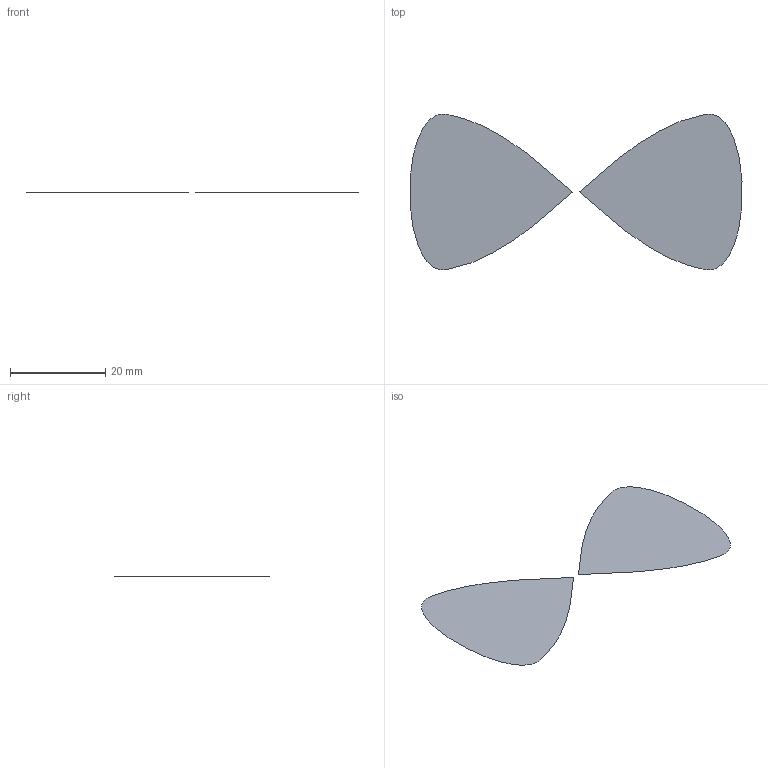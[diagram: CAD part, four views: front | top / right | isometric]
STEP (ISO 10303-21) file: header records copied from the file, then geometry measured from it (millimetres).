
FILE_DESCRIPTION (( 'STEP AP214' ), '1' );
FILE_NAME ('cloverleaf.STEP', '2019-12-08T00:06:51', ( '' ), ( '' ), 'SwSTEP 2.0', 'SolidWorks 2018', '' );
FILE_SCHEMA (( 'AUTOMOTIVE_DESIGN' ));
Length unit declared in the file: metre
Products named in the file (1): cloverleaf
Bounding box: 69.65 x 32.69 x 0 mm (x, y, z)
Surface area: 1451.4 mm2 (no closed solid volume)
Topology: 0 solids, 2 shells, 2 faces, 6 edges, 6 vertices
Faces by surface type: plane 2
Entity records: 218 total; most frequent: CARTESIAN_POINT 149, VERTEX_POINT 6, ORIENTED_EDGE 6, B_SPLINE_CURVE_WITH_KNOTS 6, EDGE_CURVE 6, DIRECTION 6, AXIS2_PLACEMENT_3D 3, APPLICATION_PROTOCOL_DEFINITION 2
